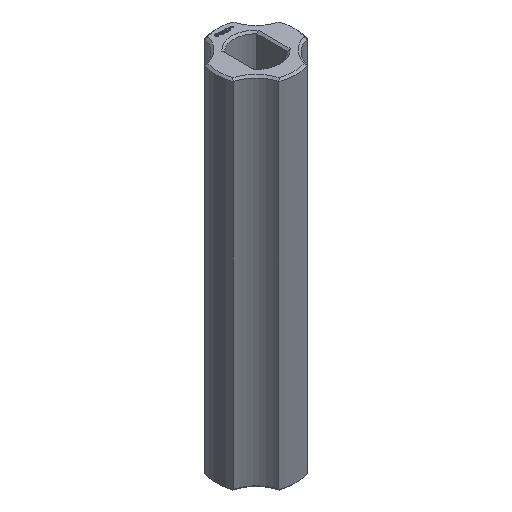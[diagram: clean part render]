
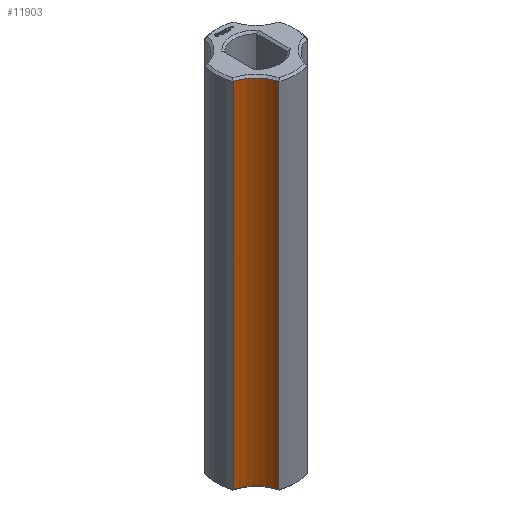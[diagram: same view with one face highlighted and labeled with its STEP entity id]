
A CAD part, isometric view. The second image highlights one B-rep face of the part: STEP entity #11903.
In plain terms, the highlighted cylindrical face has radius 5 mm (diameter 10 mm), a partial arc.
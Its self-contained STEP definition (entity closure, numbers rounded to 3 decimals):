
#189 = CYLINDRICAL_SURFACE('',#190,6.25);
#190 = AXIS2_PLACEMENT_3D('',#191,#192,#193);
#191 = CARTESIAN_POINT('',(0.,0.,0.));
#192 = DIRECTION('',(-0.,-0.,-1.));
#193 = DIRECTION('',(1.,0.,0.));
#625 = EDGE_CURVE('',#626,#628,#630,.T.);
#626 = VERTEX_POINT('',#627);
#627 = CARTESIAN_POINT('',(-2.225,-5.841,0.3));
#628 = VERTEX_POINT('',#629);
#629 = CARTESIAN_POINT('',(-2.225,-5.841,55.95));
#630 = SURFACE_CURVE('',#631,(#635,#642),.PCURVE_S1.);
#631 = LINE('',#632,#633);
#632 = CARTESIAN_POINT('',(-2.225,-5.841,0.));
#633 = VECTOR('',#634,1.);
#634 = DIRECTION('',(0.,0.,1.));
#635 = PCURVE('',#189,#636);
#636 = DEFINITIONAL_REPRESENTATION('',(#637),#641);
#637 = LINE('',#638,#639);
#638 = CARTESIAN_POINT('',(-4.348,0.));
#639 = VECTOR('',#640,1.);
#640 = DIRECTION('',(-0.,-1.));
#641 = ( GEOMETRIC_REPRESENTATION_CONTEXT(2) 
PARAMETRIC_REPRESENTATION_CONTEXT() REPRESENTATION_CONTEXT('2D SPACE',''
  ) );
#642 = PCURVE('',#643,#648);
#643 = CYLINDRICAL_SURFACE('',#644,5.);
#644 = AXIS2_PLACEMENT_3D('',#645,#646,#647);
#645 = CARTESIAN_POINT('',(-7.071,-7.071,0.));
#646 = DIRECTION('',(-0.,-0.,-1.));
#647 = DIRECTION('',(1.,0.,0.));
#648 = DEFINITIONAL_REPRESENTATION('',(#649),#653);
#649 = LINE('',#650,#651);
#650 = CARTESIAN_POINT('',(-0.249,0.));
#651 = VECTOR('',#652,1.);
#652 = DIRECTION('',(-0.,-1.));
#653 = ( GEOMETRIC_REPRESENTATION_CONTEXT(2) 
PARAMETRIC_REPRESENTATION_CONTEXT() REPRESENTATION_CONTEXT('2D SPACE',''
  ) );
#832 = CONICAL_SURFACE('',#833,5.,0.785);
#833 = AXIS2_PLACEMENT_3D('',#834,#835,#836);
#834 = CARTESIAN_POINT('',(-7.071,-7.071,0.3));
#835 = DIRECTION('',(-0.,-0.,-1.));
#836 = DIRECTION('',(0.969,0.246,0.));
#1149 = CONICAL_SURFACE('',#1150,5.,0.785);
#1150 = AXIS2_PLACEMENT_3D('',#1151,#1152,#1153);
#1151 = CARTESIAN_POINT('',(-7.071,-7.071,55.95));
#1152 = DIRECTION('',(0.,0.,1.));
#1153 = DIRECTION('',(0.969,0.246,0.));
#11903 = ADVANCED_FACE('',(#11904),#643,.F.);
#11904 = FACE_BOUND('',#11905,.T.);
#11905 = EDGE_LOOP('',(#11906,#11907,#11931,#11959));
#11906 = ORIENTED_EDGE('',*,*,#625,.T.);
#11907 = ORIENTED_EDGE('',*,*,#11908,.T.);
#11908 = EDGE_CURVE('',#628,#11909,#11911,.T.);
#11909 = VERTEX_POINT('',#11910);
#11910 = CARTESIAN_POINT('',(-5.841,-2.225,55.95));
#11911 = SURFACE_CURVE('',#11912,(#11917,#11924),.PCURVE_S1.);
#11912 = CIRCLE('',#11913,5.);
#11913 = AXIS2_PLACEMENT_3D('',#11914,#11915,#11916);
#11914 = CARTESIAN_POINT('',(-7.071,-7.071,55.95));
#11915 = DIRECTION('',(0.,-0.,1.));
#11916 = DIRECTION('',(0.969,0.246,0.));
#11917 = PCURVE('',#643,#11918);
#11918 = DEFINITIONAL_REPRESENTATION('',(#11919),#11923);
#11919 = LINE('',#11920,#11921);
#11920 = CARTESIAN_POINT('',(-0.249,-55.95));
#11921 = VECTOR('',#11922,1.);
#11922 = DIRECTION('',(-1.,0.));
#11923 = ( GEOMETRIC_REPRESENTATION_CONTEXT(2) 
PARAMETRIC_REPRESENTATION_CONTEXT() REPRESENTATION_CONTEXT('2D SPACE',''
  ) );
#11924 = PCURVE('',#1149,#11925);
#11925 = DEFINITIONAL_REPRESENTATION('',(#11926),#11930);
#11926 = LINE('',#11927,#11928);
#11927 = CARTESIAN_POINT('',(0.,0.));
#11928 = VECTOR('',#11929,1.);
#11929 = DIRECTION('',(1.,0.));
#11930 = ( GEOMETRIC_REPRESENTATION_CONTEXT(2) 
PARAMETRIC_REPRESENTATION_CONTEXT() REPRESENTATION_CONTEXT('2D SPACE',''
  ) );
#11931 = ORIENTED_EDGE('',*,*,#11932,.F.);
#11932 = EDGE_CURVE('',#11933,#11909,#11935,.T.);
#11933 = VERTEX_POINT('',#11934);
#11934 = CARTESIAN_POINT('',(-5.841,-2.225,0.3));
#11935 = SURFACE_CURVE('',#11936,(#11940,#11947),.PCURVE_S1.);
#11936 = LINE('',#11937,#11938);
#11937 = CARTESIAN_POINT('',(-5.841,-2.225,0.));
#11938 = VECTOR('',#11939,1.);
#11939 = DIRECTION('',(0.,0.,1.));
#11940 = PCURVE('',#643,#11941);
#11941 = DEFINITIONAL_REPRESENTATION('',(#11942),#11946);
#11942 = LINE('',#11943,#11944);
#11943 = CARTESIAN_POINT('',(-1.322,0.));
#11944 = VECTOR('',#11945,1.);
#11945 = DIRECTION('',(-0.,-1.));
#11946 = ( GEOMETRIC_REPRESENTATION_CONTEXT(2) 
PARAMETRIC_REPRESENTATION_CONTEXT() REPRESENTATION_CONTEXT('2D SPACE',''
  ) );
#11947 = PCURVE('',#11948,#11953);
#11948 = CYLINDRICAL_SURFACE('',#11949,6.25);
#11949 = AXIS2_PLACEMENT_3D('',#11950,#11951,#11952);
#11950 = CARTESIAN_POINT('',(0.,0.,0.));
#11951 = DIRECTION('',(-0.,-0.,-1.));
#11952 = DIRECTION('',(1.,0.,0.));
#11953 = DEFINITIONAL_REPRESENTATION('',(#11954),#11958);
#11954 = LINE('',#11955,#11956);
#11955 = CARTESIAN_POINT('',(-3.506,0.));
#11956 = VECTOR('',#11957,1.);
#11957 = DIRECTION('',(-0.,-1.));
#11958 = ( GEOMETRIC_REPRESENTATION_CONTEXT(2) 
PARAMETRIC_REPRESENTATION_CONTEXT() REPRESENTATION_CONTEXT('2D SPACE',''
  ) );
#11959 = ORIENTED_EDGE('',*,*,#11960,.F.);
#11960 = EDGE_CURVE('',#626,#11933,#11961,.T.);
#11961 = SURFACE_CURVE('',#11962,(#11967,#11974),.PCURVE_S1.);
#11962 = CIRCLE('',#11963,5.);
#11963 = AXIS2_PLACEMENT_3D('',#11964,#11965,#11966);
#11964 = CARTESIAN_POINT('',(-7.071,-7.071,0.3));
#11965 = DIRECTION('',(0.,-0.,1.));
#11966 = DIRECTION('',(0.969,0.246,0.));
#11967 = PCURVE('',#643,#11968);
#11968 = DEFINITIONAL_REPRESENTATION('',(#11969),#11973);
#11969 = LINE('',#11970,#11971);
#11970 = CARTESIAN_POINT('',(-0.249,-0.3));
#11971 = VECTOR('',#11972,1.);
#11972 = DIRECTION('',(-1.,0.));
#11973 = ( GEOMETRIC_REPRESENTATION_CONTEXT(2) 
PARAMETRIC_REPRESENTATION_CONTEXT() REPRESENTATION_CONTEXT('2D SPACE',''
  ) );
#11974 = PCURVE('',#832,#11975);
#11975 = DEFINITIONAL_REPRESENTATION('',(#11976),#11980);
#11976 = LINE('',#11977,#11978);
#11977 = CARTESIAN_POINT('',(-0.,0.));
#11978 = VECTOR('',#11979,1.);
#11979 = DIRECTION('',(-1.,0.));
#11980 = ( GEOMETRIC_REPRESENTATION_CONTEXT(2) 
PARAMETRIC_REPRESENTATION_CONTEXT() REPRESENTATION_CONTEXT('2D SPACE',''
  ) );
